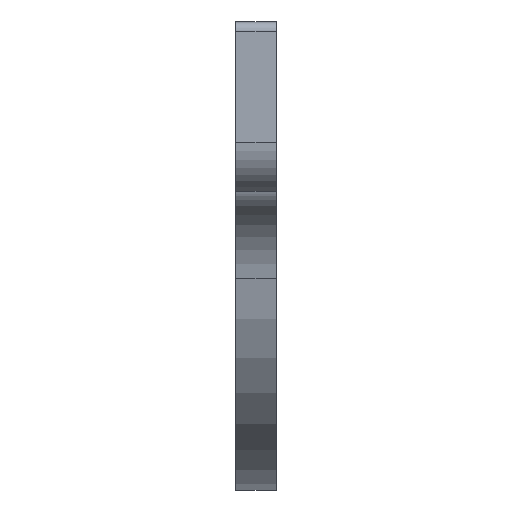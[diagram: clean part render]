
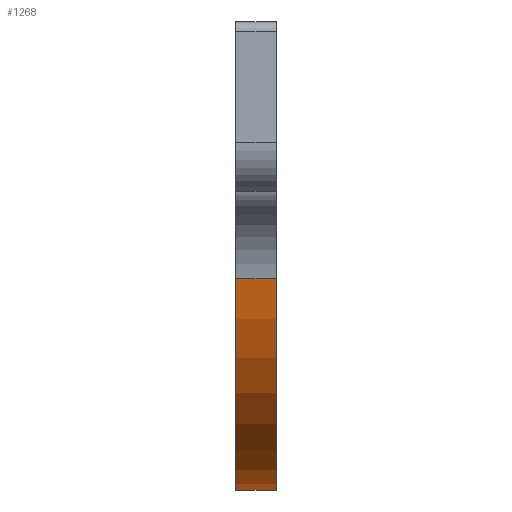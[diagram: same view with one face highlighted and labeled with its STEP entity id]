
A CAD part, left-side view. The second image highlights one B-rep face of the part: STEP entity #1268.
In plain terms, the highlighted cylindrical face has radius 57.15 mm (diameter 114.3 mm), a partial arc.
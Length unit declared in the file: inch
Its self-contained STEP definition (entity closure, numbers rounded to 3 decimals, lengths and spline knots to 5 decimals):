
#103=FACE_OUTER_BOUND('',#194,.T.);
#194=EDGE_LOOP('',(#1072,#1073,#1074,#1075));
#293=LINE('',#2195,#383);
#294=LINE('',#2197,#384);
#383=VECTOR('',#1794,0.32869);
#384=VECTOR('',#1797,0.89751);
#420=CIRCLE('',#1326,2.25);
#452=CIRCLE('',#1361,2.25);
#527=VERTEX_POINT('',#1938);
#528=VERTEX_POINT('',#1940);
#566=VERTEX_POINT('',#2022);
#567=VERTEX_POINT('',#2024);
#653=EDGE_CURVE('',#527,#528,#420,.T.);
#695=EDGE_CURVE('',#566,#567,#452,.T.);
#782=EDGE_CURVE('',#567,#527,#293,.T.);
#783=EDGE_CURVE('',#528,#566,#294,.T.);
#1072=ORIENTED_EDGE('',*,*,#782,.F.);
#1073=ORIENTED_EDGE('',*,*,#695,.F.);
#1074=ORIENTED_EDGE('',*,*,#783,.F.);
#1075=ORIENTED_EDGE('',*,*,#653,.F.);
#1208=CYLINDRICAL_SURFACE('',#1435,2.25);
#1268=ADVANCED_FACE('',(#103),#1208,.T.);
#1326=AXIS2_PLACEMENT_3D('',#1941,#1520,#1521);
#1361=AXIS2_PLACEMENT_3D('',#2025,#1600,#1601);
#1435=AXIS2_PLACEMENT_3D('',#2196,#1795,#1796);
#1520=DIRECTION('center_axis',(0.,1.,0.));
#1521=DIRECTION('ref_axis',(1.,0.,0.));
#1600=DIRECTION('center_axis',(0.,-1.,0.));
#1601=DIRECTION('ref_axis',(1.,0.,0.));
#1794=DIRECTION('',(0.,1.,0.));
#1795=DIRECTION('center_axis',(0.,1.,0.));
#1796=DIRECTION('ref_axis',(1.,0.,0.));
#1797=DIRECTION('',(0.,-1.,0.));
#1938=CARTESIAN_POINT('',(1.87924,0.375,-3.41493));
#1940=CARTESIAN_POINT('',(-0.96736,0.375,-1.51987));
#1941=CARTESIAN_POINT('Origin',(1.26639,0.375,-1.25));
#2022=CARTESIAN_POINT('',(-0.96736,0.,-1.51987));
#2024=CARTESIAN_POINT('',(1.87924,0.,-3.41493));
#2025=CARTESIAN_POINT('Origin',(1.26639,0.,-1.25));
#2195=CARTESIAN_POINT('',(1.87924,-1.45609,-3.41493));
#2196=CARTESIAN_POINT('Origin',(1.26639,0.,-1.25));
#2197=CARTESIAN_POINT('',(-0.96736,0.,-1.51987));
